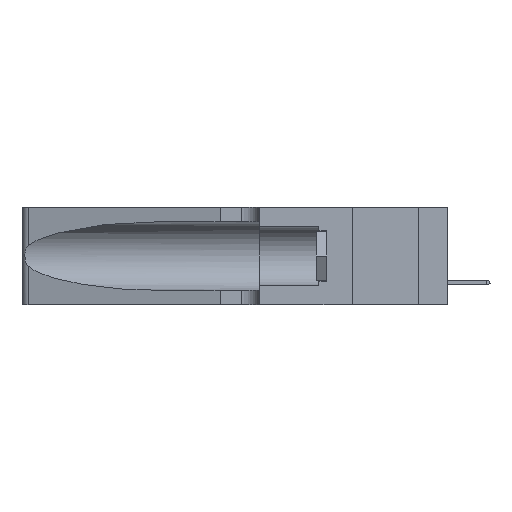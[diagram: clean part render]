
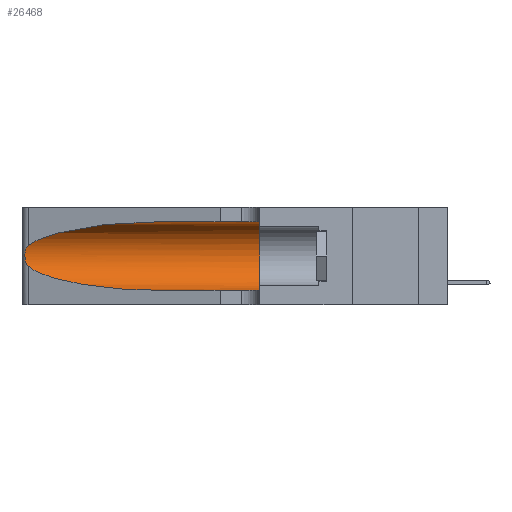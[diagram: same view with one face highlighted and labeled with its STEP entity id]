
A CAD part, left-side view. The second image highlights one B-rep face of the part: STEP entity #26468.
In plain terms, the highlighted cylindrical face has radius 3.308 mm (diameter 6.617 mm), a partial arc.
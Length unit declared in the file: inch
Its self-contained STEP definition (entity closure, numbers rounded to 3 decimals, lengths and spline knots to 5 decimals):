
#334 = CARTESIAN_POINT ( 'NONE',  ( 0.1305, 0.35, 0.05475 ) ) ;
#772 = CARTESIAN_POINT ( 'NONE',  ( 0.25487, 1.22718, 0.14631 ) ) ;
#1438 = FACE_OUTER_BOUND ( 'NONE', #4714, .T. ) ;
#1491 = CARTESIAN_POINT ( 'NONE',  ( 0.18966, 0.96281, 0.05475 ) ) ;
#1500 = CARTESIAN_POINT ( 'NONE',  ( 0.25856, 1.23593, 0.16098 ) ) ;
#4307 = AXIS2_PLACEMENT_3D ( 'NONE', #15692, #7747, #9415 ) ;
#4714 = EDGE_LOOP ( 'NONE', ( #14972, #9898, #21133, #5261, #19878, #9340 ) ) ;
#4923 = CARTESIAN_POINT ( 'NONE',  ( 0.25487, 1.22718, 0.22369 ) ) ;
#5149 = CARTESIAN_POINT ( 'NONE',  ( 0.1305, 0.72297, 0.31525 ) ) ;
#5261 = ORIENTED_EDGE ( 'NONE', *, *, #14529, .T. ) ;
#5486 = EDGE_CURVE ( 'NONE', #22209, #10326, #16724, .T. ) ;
#5567 = AXIS2_PLACEMENT_3D ( 'NONE', #13787, #10282, #24670 ) ;
#5603 = CARTESIAN_POINT ( 'NONE',  ( 0.25639, 1.23184, 0.21858 ) ) ;
#5953 = CARTESIAN_POINT ( 'NONE',  ( 0.25555, 1.22994, 0.2215 ) ) ;
#6803 = DIRECTION ( 'NONE',  ( 0., -1., 0. ) ) ;
#7339 = EDGE_CURVE ( 'NONE', #23923, #22209, #15517, .T. ) ;
#7747 = DIRECTION ( 'NONE',  ( 0., -1., 0. ) ) ;
#8984 = LINE ( 'NONE', #20403, #19233 ) ;
#9193 = CARTESIAN_POINT ( 'NONE',  ( 0.1305, 0.35, 0.31525 ) ) ;
#9340 = ORIENTED_EDGE ( 'NONE', *, *, #7339, .F. ) ;
#9415 = DIRECTION ( 'NONE',  ( 0., 0., -1. ) ) ;
#9614 = CARTESIAN_POINT ( 'NONE',  ( 0.25854, 1.2359, 0.20912 ) ) ;
#9898 = ORIENTED_EDGE ( 'NONE', *, *, #16044, .T. ) ;
#9981 = CARTESIAN_POINT ( 'NONE',  ( 0.25787, 1.23484, 0.2124 ) ) ;
#10282 = DIRECTION ( 'NONE',  ( 0., 1., 0. ) ) ;
#10326 = VERTEX_POINT ( 'NONE', #334 ) ;
#10607 = EDGE_CURVE ( 'NONE', #18379, #15814, #12452, .T. ) ;
#11851 = CARTESIAN_POINT ( 'NONE',  ( 0.25487, 1.22718, 0.14631 ) ) ;
#11860 = CARTESIAN_POINT ( 'NONE',  ( 0.26075, 1.23896, 0.19203 ) ) ;
#11947 = CARTESIAN_POINT ( 'NONE',  ( 0.25487, 1.22718, 0.22369 ) ) ;
#12452 =( BOUNDED_CURVE ( )  B_SPLINE_CURVE ( 3, ( #11851, #15889, #1491, #22139 ),
 .UNSPECIFIED., .F., .F. ) 
 B_SPLINE_CURVE_WITH_KNOTS ( ( 4, 4 ),
 ( 3.44316, 4.71239 ),
 .UNSPECIFIED. ) 
 CURVE ( )  GEOMETRIC_REPRESENTATION_ITEM ( )  RATIONAL_B_SPLINE_CURVE ( ( 1., 0.87, 0.87, 1. ) ) 
 REPRESENTATION_ITEM ( '' )  );
#12469 = DIRECTION ( 'NONE',  ( 0., -1., 0. ) ) ;
#12553 = EDGE_CURVE ( 'NONE', #23923, #22674, #20706, .T. ) ;
#13003 = CARTESIAN_POINT ( 'NONE',  ( 0.2373, 1.15595, 0.28018 ) ) ;
#13745 = CARTESIAN_POINT ( 'NONE',  ( 0.25555, 1.22993, 0.14849 ) ) ;
#13787 = CARTESIAN_POINT ( 'NONE',  ( 0.1305, 0.35, 0.185 ) ) ;
#14211 = CARTESIAN_POINT ( 'NONE',  ( 0.1305, 1.61858, 0.31525 ) ) ;
#14529 = EDGE_CURVE ( 'NONE', #15814, #10326, #8984, .T. ) ;
#14972 = ORIENTED_EDGE ( 'NONE', *, *, #12553, .T. ) ;
#15517 = LINE ( 'NONE', #14211, #26481 ) ;
#15692 = CARTESIAN_POINT ( 'NONE',  ( 0.1305, 1.61858, 0.185 ) ) ;
#15814 = VERTEX_POINT ( 'NONE', #18759 ) ;
#15889 = CARTESIAN_POINT ( 'NONE',  ( 0.2373, 1.15595, 0.08982 ) ) ;
#16044 = EDGE_CURVE ( 'NONE', #22674, #18379, #23699, .T. ) ;
#16724 = CIRCLE ( 'NONE', #5567, 0.13025 ) ;
#17222 = CARTESIAN_POINT ( 'NONE',  ( 0.25487, 1.22718, 0.22369 ) ) ;
#17968 = CARTESIAN_POINT ( 'NONE',  ( 0.26075, 1.23896, 0.178 ) ) ;
#18231 = CARTESIAN_POINT ( 'NONE',  ( 0.25789, 1.23486, 0.15765 ) ) ;
#18379 = VERTEX_POINT ( 'NONE', #772 ) ;
#18708 = CYLINDRICAL_SURFACE ( 'NONE', #4307, 0.13025 ) ;
#18759 = CARTESIAN_POINT ( 'NONE',  ( 0.1305, 0.72297, 0.05475 ) ) ;
#19233 = VECTOR ( 'NONE', #12469, 39.37008 ) ;
#19878 = ORIENTED_EDGE ( 'NONE', *, *, #5486, .F. ) ;
#19968 = CARTESIAN_POINT ( 'NONE',  ( 0.25487, 1.22718, 0.14631 ) ) ;
#20403 = CARTESIAN_POINT ( 'NONE',  ( 0.1305, 1.61858, 0.05475 ) ) ;
#20706 =( BOUNDED_CURVE ( )  B_SPLINE_CURVE ( 3, ( #5149, #25423, #13003, #17222 ),
 .UNSPECIFIED., .F., .F. ) 
 B_SPLINE_CURVE_WITH_KNOTS ( ( 4, 4 ),
 ( 1.5708, 2.84003 ),
 .UNSPECIFIED. ) 
 CURVE ( )  GEOMETRIC_REPRESENTATION_ITEM ( )  RATIONAL_B_SPLINE_CURVE ( ( 1., 0.87, 0.87, 1. ) ) 
 REPRESENTATION_ITEM ( '' )  );
#21133 = ORIENTED_EDGE ( 'NONE', *, *, #10607, .T. ) ;
#22055 = CARTESIAN_POINT ( 'NONE',  ( 0.26017, 1.23833, 0.17102 ) ) ;
#22139 = CARTESIAN_POINT ( 'NONE',  ( 0.1305, 0.72297, 0.05475 ) ) ;
#22209 = VERTEX_POINT ( 'NONE', #9193 ) ;
#22674 = VERTEX_POINT ( 'NONE', #4923 ) ;
#23699 = B_SPLINE_CURVE_WITH_KNOTS ( 'NONE', 3,
 ( #11947, #5953, #5603, #9981, #9614, #26244, #11860, #17968, #22055, #1500, #18231, #26422, #13745, #19968 ),
 .UNSPECIFIED., .F., .F.,
 ( 4, 2, 2, 2, 2, 2, 4 ),
 ( 0., 0.00027, 0.00053, 0.00107, 0.0016, 0.00187, 0.00214 ),
 .UNSPECIFIED. ) ;
#23923 = VERTEX_POINT ( 'NONE', #24908 ) ;
#24670 = DIRECTION ( 'NONE',  ( 0., 0., 1. ) ) ;
#24908 = CARTESIAN_POINT ( 'NONE',  ( 0.1305, 0.72297, 0.31525 ) ) ;
#25423 = CARTESIAN_POINT ( 'NONE',  ( 0.18966, 0.96281, 0.31525 ) ) ;
#26244 = CARTESIAN_POINT ( 'NONE',  ( 0.26018, 1.23835, 0.19895 ) ) ;
#26422 = CARTESIAN_POINT ( 'NONE',  ( 0.25639, 1.23186, 0.15144 ) ) ;
#26468 = ADVANCED_FACE ( 'NONE', ( #1438 ), #18708, .F. ) ;
#26481 = VECTOR ( 'NONE', #6803, 39.37008 ) ;
